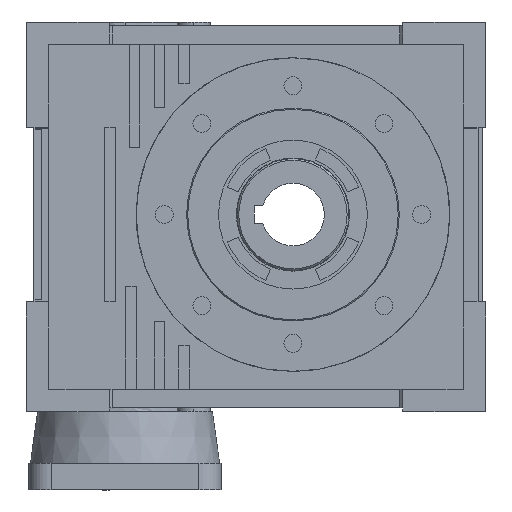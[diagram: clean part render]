
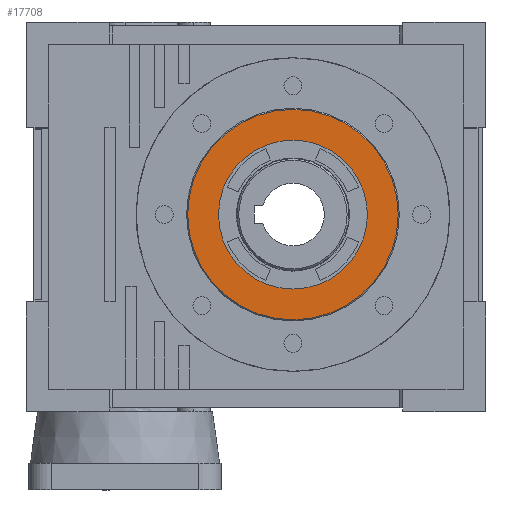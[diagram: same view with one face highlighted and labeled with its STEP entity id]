
A CAD part, left-side view. The second image highlights one B-rep face of the part: STEP entity #17708.
In plain terms, the highlighted planar face has unit normal (-1, 0, 0).
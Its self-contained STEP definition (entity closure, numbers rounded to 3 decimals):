
#539 = ORIENTED_EDGE ( 'NONE', *, *, #22002, .T. ) ;
#832 = FACE_OUTER_BOUND ( 'NONE', #2864, .T. ) ;
#988 = CARTESIAN_POINT ( 'NONE',  ( -60., 0., 47. ) ) ;
#1424 = CARTESIAN_POINT ( 'NONE',  ( -60., 0., 0. ) ) ;
#1514 = DIRECTION ( 'NONE',  ( 0., 0., -1. ) ) ;
#2864 = EDGE_LOOP ( 'NONE', ( #22238, #539 ) ) ;
#4993 = CIRCLE ( 'NONE', #7083, 33.25 ) ;
#5034 = CARTESIAN_POINT ( 'NONE',  ( -60., 0., -33.25 ) ) ;
#5193 = DIRECTION ( 'NONE',  ( 1., 0., 0. ) ) ;
#5715 = CARTESIAN_POINT ( 'NONE',  ( -60., 0., 0. ) ) ;
#6486 = DIRECTION ( 'NONE',  ( -1., 0., 0. ) ) ;
#6940 = CARTESIAN_POINT ( 'NONE',  ( -60., 0., -47. ) ) ;
#7083 = AXIS2_PLACEMENT_3D ( 'NONE', #21903, #13595, #9868 ) ;
#7751 = CIRCLE ( 'NONE', #16062, 33.25 ) ;
#8175 = CARTESIAN_POINT ( 'NONE',  ( -60., 0., 0. ) ) ;
#8660 = CIRCLE ( 'NONE', #19218, 47. ) ;
#9868 = DIRECTION ( 'NONE',  ( 0., 0., -1. ) ) ;
#10683 = EDGE_CURVE ( 'NONE', #14236, #22397, #7751, .T. ) ;
#11543 = CARTESIAN_POINT ( 'NONE',  ( -60., 0., 33.25 ) ) ;
#11679 = VERTEX_POINT ( 'NONE', #988 ) ;
#11818 = ORIENTED_EDGE ( 'NONE', *, *, #14242, .T. ) ;
#13595 = DIRECTION ( 'NONE',  ( 1., 0., 0. ) ) ;
#14236 = VERTEX_POINT ( 'NONE', #11543 ) ;
#14242 = EDGE_CURVE ( 'NONE', #22397, #14236, #4993, .T. ) ;
#14507 = DIRECTION ( 'NONE',  ( -1., 0., 0. ) ) ;
#15117 = PLANE ( 'NONE',  #21933 ) ;
#15792 = CIRCLE ( 'NONE', #22309, 47. ) ;
#16062 = AXIS2_PLACEMENT_3D ( 'NONE', #1424, #5193, #1514 ) ;
#17708 = ADVANCED_FACE ( 'NONE', ( #832, #21990 ), #15117, .T. ) ;
#17756 = DIRECTION ( 'NONE',  ( 0., 0., 1. ) ) ;
#18041 = EDGE_CURVE ( 'NONE', #18224, #11679, #8660, .T. ) ;
#18224 = VERTEX_POINT ( 'NONE', #6940 ) ;
#18454 = CARTESIAN_POINT ( 'NONE',  ( -60., 0., 0. ) ) ;
#19218 = AXIS2_PLACEMENT_3D ( 'NONE', #5715, #14507, #17756 ) ;
#19714 = ORIENTED_EDGE ( 'NONE', *, *, #10683, .T. ) ;
#20574 = DIRECTION ( 'NONE',  ( -1., 0., 0. ) ) ;
#20662 = DIRECTION ( 'NONE',  ( 0., 0., -1. ) ) ;
#21372 = EDGE_LOOP ( 'NONE', ( #19714, #11818 ) ) ;
#21903 = CARTESIAN_POINT ( 'NONE',  ( -60., 0., 0. ) ) ;
#21933 = AXIS2_PLACEMENT_3D ( 'NONE', #8175, #20574, #20662 ) ;
#21990 = FACE_BOUND ( 'NONE', #21372, .T. ) ;
#22002 = EDGE_CURVE ( 'NONE', #11679, #18224, #15792, .T. ) ;
#22119 = DIRECTION ( 'NONE',  ( 0., 0., 1. ) ) ;
#22238 = ORIENTED_EDGE ( 'NONE', *, *, #18041, .T. ) ;
#22309 = AXIS2_PLACEMENT_3D ( 'NONE', #18454, #6486, #22119 ) ;
#22397 = VERTEX_POINT ( 'NONE', #5034 ) ;
